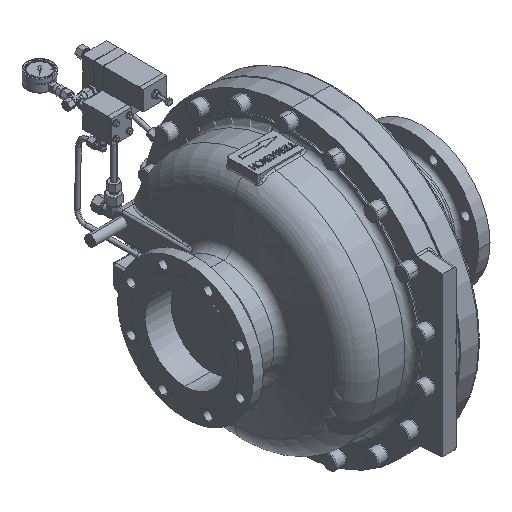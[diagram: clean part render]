
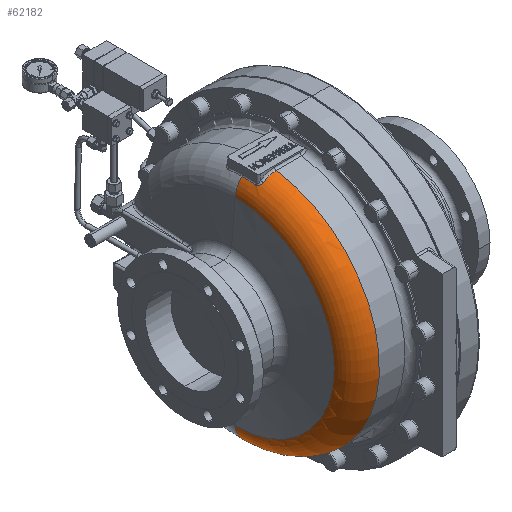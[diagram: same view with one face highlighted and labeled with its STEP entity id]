
A CAD part, isometric view. The second image highlights one B-rep face of the part: STEP entity #62182.
In plain terms, the highlighted toroidal (fillet/blend) face has major radius 245 mm and minor radius 60 mm.
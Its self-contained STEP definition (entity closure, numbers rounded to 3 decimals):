
#240 = DIRECTION ( 'NONE',  ( -1., 0., 0. ) ) ;
#1348 = CARTESIAN_POINT ( 'NONE',  ( 163.856, -43.234, 288.638 ) ) ;
#1689 = CARTESIAN_POINT ( 'NONE',  ( 170.73, -44.357, 293.292 ) ) ;
#3024 = AXIS2_PLACEMENT_3D ( 'NONE', #43231, #240, #43020 ) ;
#3133 = ORIENTED_EDGE ( 'NONE', *, *, #26022, .T. ) ;
#3864 = DIRECTION ( 'NONE',  ( 0., 0., -1. ) ) ;
#3865 = CIRCLE ( 'NONE', #45711, 250.229 ) ;
#5592 = CARTESIAN_POINT ( 'NONE',  ( 201.336, -44.274, 301.769 ) ) ;
#6689 = EDGE_CURVE ( 'Defeature ausgef�hrt2_107+Defeature ausgef�hrt2_82+Defeature ausgef�hrt2_119+Defeature ausgef�hrt2_81', #54381, #39493, #45667, .T. ) ;
#6739 = CARTESIAN_POINT ( 'NONE',  ( 160.422, -39.794, 286.133 ) ) ;
#8096 = ORIENTED_EDGE ( 'NONE', *, *, #6689, .T. ) ;
#8434 = TOROIDAL_SURFACE ( 'NONE', #55017, 245., 60. ) ;
#8783 = EDGE_CURVE ( 'Defeature ausgef�hrt2_107+Defeature ausgef�hrt2_81+Defeature ausgef�hrt2_82+Defeature ausgef�hrt2_80', #39493, #19756, #21736, .T. ) ;
#9827 = CARTESIAN_POINT ( 'NONE',  ( 159.026, -34.574, 285.456 ) ) ;
#10075 = VERTEX_POINT ( 'NONE', #55042 ) ;
#10601 = ORIENTED_EDGE ( 'NONE', *, *, #52734, .F. ) ;
#11590 = CARTESIAN_POINT ( 'NONE',  ( 159.026, 0., 287.543 ) ) ;
#11744 = FACE_OUTER_BOUND ( 'NONE', #24949, .T. ) ;
#12051 = CARTESIAN_POINT ( 'NONE',  ( 164.381, -43.511, 289.017 ) ) ;
#12402 = CARTESIAN_POINT ( 'NONE',  ( 169.479, -44.364, 292.52 ) ) ;
#12853 = CARTESIAN_POINT ( 'NONE',  ( 182.721, -44.303, 298.791 ) ) ;
#13078 = CARTESIAN_POINT ( 'NONE',  ( 178.589, -44.317, 297.255 ) ) ;
#13887 = VERTEX_POINT ( 'NONE', #16876 ) ;
#14741 = CARTESIAN_POINT ( 'NONE',  ( 159.043, -35.268, 285.389 ) ) ;
#15158 = ORIENTED_EDGE ( 'NONE', *, *, #61039, .F. ) ;
#15967 = CARTESIAN_POINT ( 'NONE',  ( 201.336, 0., -305. ) ) ;
#16876 = CARTESIAN_POINT ( 'NONE',  ( 141.564, 0., -250.229 ) ) ;
#17178 = CARTESIAN_POINT ( 'NONE',  ( 168.257, -44.373, 291.702 ) ) ;
#17406 = CARTESIAN_POINT ( 'NONE',  ( 162.408, -42.211, 287.58 ) ) ;
#17490 = DIRECTION ( 'NONE',  ( 0., 0., 1. ) ) ;
#17722 = CARTESIAN_POINT ( 'NONE',  ( 201.336, 0., 0. ) ) ;
#17971 = CIRCLE ( 'NONE', #3024, 287.543 ) ;
#19756 = VERTEX_POINT ( 'NONE', #9827 ) ;
#19924 = DIRECTION ( 'NONE',  ( 0., -1., 0. ) ) ;
#21736 = B_SPLINE_CURVE_WITH_KNOTS ( 'NONE', 3,
 ( #17178, #64959, #22541, #54508, #33225, #12051, #1348, #49160, #17406, #38551, #22769, #59863, #6739, #48938, #62055, #67846, #67176, #56280, #56515, #14741, #36115, #56749 ),
 .UNSPECIFIED., .F., .F.,
 ( 4, 2, 2, 2, 2, 2, 2, 2, 2, 2, 4 ),
 ( 0., 0.002, 0.004, 0.006, 0.008, 0.01, 0.011, 0.012, 0.014, 0.015, 0.016 ),
 .UNSPECIFIED. ) ;
#22541 = CARTESIAN_POINT ( 'NONE',  ( 167.11, -44.323, 290.929 ) ) ;
#22559 = EDGE_CURVE ( 'NONE', #39009, #10075, #34570, .T. ) ;
#22769 = CARTESIAN_POINT ( 'NONE',  ( 161.13, -40.866, 286.641 ) ) ;
#23319 = ORIENTED_EDGE ( 'NONE', *, *, #56386, .T. ) ;
#23433 = AXIS2_PLACEMENT_3D ( 'NONE', #53273, #26656, #31997 ) ;
#24949 = EDGE_LOOP ( 'NONE', ( #10601, #23319, #8096, #26255, #3133, #48677, #15158 ) ) ;
#26022 = EDGE_CURVE ( 'Defeature ausgef�hrt2_107+Defeature ausgef�hrt2_80+Defeature ausgef�hrt2_81+Defeature ausgef�hrt2_79', #19756, #39009, #17971, .T. ) ;
#26255 = ORIENTED_EDGE ( 'NONE', *, *, #8783, .T. ) ;
#26656 = DIRECTION ( 'NONE',  ( 0., 1., 0. ) ) ;
#28456 = CARTESIAN_POINT ( 'NONE',  ( 174.591, -44.335, 295.421 ) ) ;
#29143 = CARTESIAN_POINT ( 'NONE',  ( 177.241, -44.323, 296.676 ) ) ;
#29369 = CARTESIAN_POINT ( 'NONE',  ( 186.917, -44.29, 300.064 ) ) ;
#29399 = DIRECTION ( 'NONE',  ( -1., 0., 0. ) ) ;
#30389 = CARTESIAN_POINT ( 'NONE',  ( 201.336, 0., 245. ) ) ;
#30713 = CIRCLE ( 'NONE', #23433, 60. ) ;
#31130 = CARTESIAN_POINT ( 'NONE',  ( 201.336, 0., 0. ) ) ;
#31357 = DIRECTION ( 'NONE',  ( -1., 0., 0. ) ) ;
#31997 = DIRECTION ( 'NONE',  ( 0., 0., 1. ) ) ;
#33225 = CARTESIAN_POINT ( 'NONE',  ( 165.451, -43.946, 289.777 ) ) ;
#33559 = CARTESIAN_POINT ( 'NONE',  ( 181.327, -44.307, 298.312 ) ) ;
#34006 = CARTESIAN_POINT ( 'NONE',  ( 168.257, -44.373, 291.702 ) ) ;
#34229 = CARTESIAN_POINT ( 'NONE',  ( 189.75, -44.284, 300.699 ) ) ;
#34570 = CIRCLE ( 'NONE', #59223, 60. ) ;
#36115 = CARTESIAN_POINT ( 'NONE',  ( 159.026, -34.921, 285.414 ) ) ;
#38551 = CARTESIAN_POINT ( 'NONE',  ( 161.538, -41.354, 286.941 ) ) ;
#39009 = VERTEX_POINT ( 'NONE', #11590 ) ;
#39387 = VERTEX_POINT ( 'NONE', #15967 ) ;
#39493 = VERTEX_POINT ( 'NONE', #43132 ) ;
#41291 = CIRCLE ( 'NONE', #54608, 305. ) ;
#43020 = DIRECTION ( 'NONE',  ( 0., 0., -1. ) ) ;
#43132 = CARTESIAN_POINT ( 'NONE',  ( 168.257, -44.373, 291.702 ) ) ;
#43231 = CARTESIAN_POINT ( 'NONE',  ( 159.026, 0., 0. ) ) ;
#45667 = B_SPLINE_CURVE_WITH_KNOTS ( 'NONE', 3,
 ( #65968, #61099, #65518, #34229, #29369, #12853, #33559, #13078, #29143, #28456, #50394, #1689, #12402, #34006 ),
 .UNSPECIFIED., .F., .F.,
 ( 4, 2, 2, 2, 2, 2, 4 ),
 ( 0., 0.009, 0.017, 0.022, 0.026, 0.03, 0.035 ),
 .UNSPECIFIED. ) ;
#45711 = AXIS2_PLACEMENT_3D ( 'NONE', #50647, #29399, #55589 ) ;
#47099 = DIRECTION ( 'NONE',  ( 0., 0., 1. ) ) ;
#48677 = ORIENTED_EDGE ( 'NONE', *, *, #22559, .T. ) ;
#48938 = CARTESIAN_POINT ( 'NONE',  ( 160.108, -39.217, 285.916 ) ) ;
#49160 = CARTESIAN_POINT ( 'NONE',  ( 162.872, -42.585, 287.922 ) ) ;
#50394 = CARTESIAN_POINT ( 'NONE',  ( 173.287, -44.342, 294.744 ) ) ;
#50647 = CARTESIAN_POINT ( 'NONE',  ( 141.564, 0., 0. ) ) ;
#52734 = EDGE_CURVE ( 'NONE', #39387, #13887, #30713, .T. ) ;
#53273 = CARTESIAN_POINT ( 'NONE',  ( 201.336, 0., -245. ) ) ;
#54381 = VERTEX_POINT ( 'NONE', #5592 ) ;
#54508 = CARTESIAN_POINT ( 'NONE',  ( 165.997, -44.108, 290.16 ) ) ;
#54608 = AXIS2_PLACEMENT_3D ( 'NONE', #31130, #31357, #47099 ) ;
#55017 = AXIS2_PLACEMENT_3D ( 'NONE', #17722, #65283, #17490 ) ;
#55042 = CARTESIAN_POINT ( 'NONE',  ( 141.564, 0., 250.229 ) ) ;
#55589 = DIRECTION ( 'NONE',  ( 0., 0., 1. ) ) ;
#56280 = CARTESIAN_POINT ( 'NONE',  ( 159.163, -36.306, 285.379 ) ) ;
#56386 = EDGE_CURVE ( 'Defeature ausgef�hrt2_107+Defeature ausgef�hrt2_119+Defeature ausgef�hrt2_83+Defeature ausgef�hrt2_82', #39387, #54381, #41291, .T. ) ;
#56515 = CARTESIAN_POINT ( 'NONE',  ( 159.111, -35.959, 285.371 ) ) ;
#56749 = CARTESIAN_POINT ( 'NONE',  ( 159.026, -34.574, 285.456 ) ) ;
#59223 = AXIS2_PLACEMENT_3D ( 'NONE', #30389, #19924, #3864 ) ;
#59863 = CARTESIAN_POINT ( 'NONE',  ( 160.59, -40.071, 286.253 ) ) ;
#61039 = EDGE_CURVE ( 'Defeature ausgef�hrt2_70+Defeature ausgef�hrt2_107+Defeature ausgef�hrt2_45+Defeature ausgef�hrt2_49', #13887, #10075, #3865, .T. ) ;
#61099 = CARTESIAN_POINT ( 'NONE',  ( 198.394, -44.274, 301.769 ) ) ;
#62055 = CARTESIAN_POINT ( 'NONE',  ( 159.963, -38.915, 285.818 ) ) ;
#62182 = ADVANCED_FACE ( 'Defeature ausgef�hrt2_107', ( #11744 ), #8434, .T. ) ;
#64959 = CARTESIAN_POINT ( 'NONE',  ( 167.678, -44.377, 291.314 ) ) ;
#65283 = DIRECTION ( 'NONE',  ( -1., 0., 0. ) ) ;
#65518 = CARTESIAN_POINT ( 'NONE',  ( 195.489, -44.276, 301.552 ) ) ;
#65968 = CARTESIAN_POINT ( 'NONE',  ( 201.336, -44.274, 301.769 ) ) ;
#67176 = CARTESIAN_POINT ( 'NONE',  ( 159.369, -37.328, 285.452 ) ) ;
#67846 = CARTESIAN_POINT ( 'NONE',  ( 159.57, -37.98, 285.564 ) ) ;
